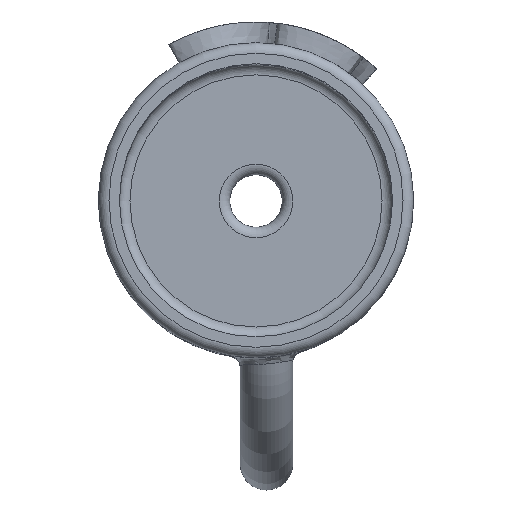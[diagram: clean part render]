
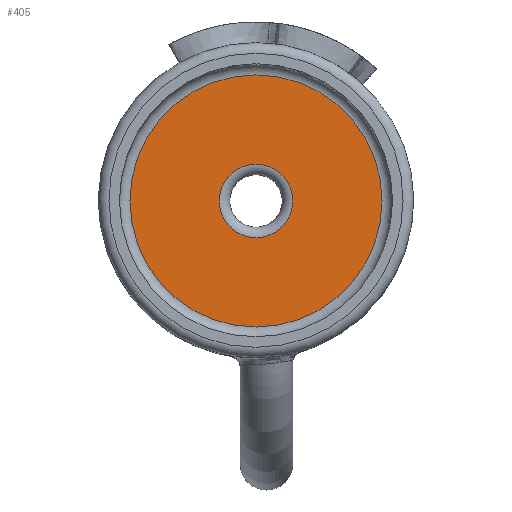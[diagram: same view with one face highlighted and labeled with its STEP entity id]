
A CAD part, top view. The second image highlights one B-rep face of the part: STEP entity #405.
In plain terms, the highlighted planar face has unit normal (0, 0, 1).
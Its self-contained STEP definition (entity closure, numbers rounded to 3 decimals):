
#15=FACE_BOUND('',#123,.T.);
#21=PLANE('',#439);
#24=CIRCLE('',#435,12.);
#28=CIRCLE('',#440,3.5);
#97=FACE_OUTER_BOUND('',#122,.T.);
#122=EDGE_LOOP('',(#318));
#123=EDGE_LOOP('',(#319));
#187=VERTEX_POINT('',#2016);
#190=VERTEX_POINT('',#2024);
#235=EDGE_CURVE('',#187,#187,#24,.T.);
#239=EDGE_CURVE('',#190,#190,#28,.T.);
#318=ORIENTED_EDGE('',*,*,#235,.F.);
#319=ORIENTED_EDGE('',*,*,#239,.F.);
#405=ADVANCED_FACE('',(#97,#15),#21,.F.);
#435=AXIS2_PLACEMENT_3D('',#2017,#482,#483);
#439=AXIS2_PLACEMENT_3D('',#2023,#490,#491);
#440=AXIS2_PLACEMENT_3D('',#2025,#492,#493);
#482=DIRECTION('center_axis',(0.,0.,-1.));
#483=DIRECTION('ref_axis',(1.,0.,0.));
#490=DIRECTION('center_axis',(0.,0.,-1.));
#491=DIRECTION('ref_axis',(-1.,0.,0.));
#492=DIRECTION('center_axis',(0.,0.,1.));
#493=DIRECTION('ref_axis',(-1.,0.,0.));
#2016=CARTESIAN_POINT('',(12.,0.,2.));
#2017=CARTESIAN_POINT('Origin',(0.,0.,2.));
#2023=CARTESIAN_POINT('Origin',(0.,0.,2.));
#2024=CARTESIAN_POINT('',(3.5,0.,2.));
#2025=CARTESIAN_POINT('Origin',(0.,0.,2.));
